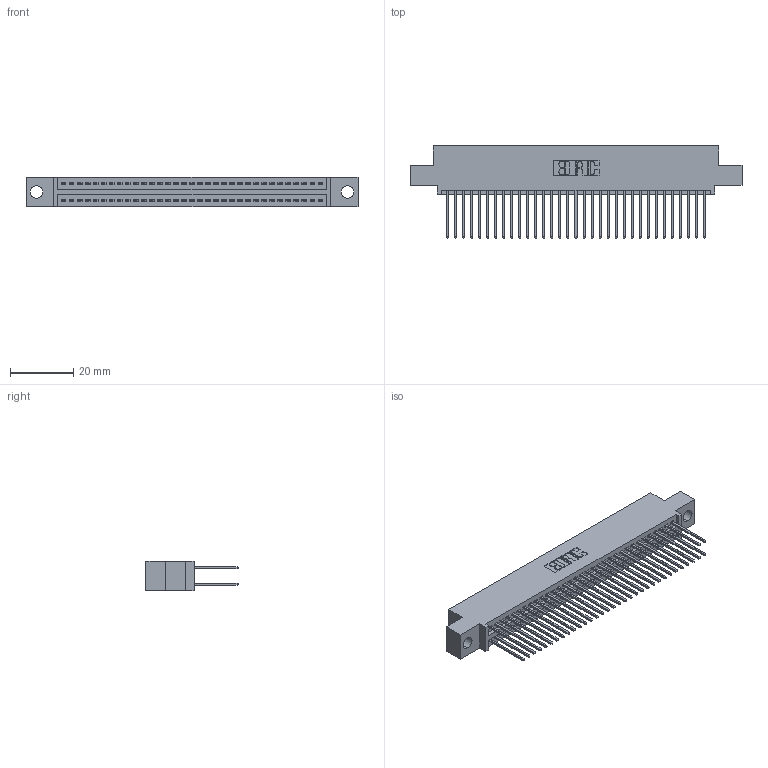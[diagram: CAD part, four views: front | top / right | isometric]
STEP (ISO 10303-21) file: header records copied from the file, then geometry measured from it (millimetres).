
FILE_DESCRIPTION (( 'STEP AP203' ), '1' );
FILE_NAME ('345-066-540-504.STEP', '2021-05-20T07:09:55', ( '' ), ( '' ), 'SwSTEP 2.0', 'SolidWorks 2020', '' );
FILE_SCHEMA (( 'CONFIG_CONTROL_DESIGN' ));
Length unit declared in the file: inch
Products named in the file (3): 345 Part_0.110 Offset - 0.156 Dia-TI; 345-292-001_345-293-140; 345-066-540-504
Assembly tree (67 placements, depth 2):
  345-066-540-504
    345 Part_0.110 Offset - 0.156 Dia-TI
    345-292-001_345-293-140  x66
Bounding box: 105.03 x 29.13 x 9.4 mm (x, y, z)
Volume: 10190 mm3; surface area: 15993.4 mm2
Topology: 67 solids, 67 shells, 3444 faces, 10223 edges, 6726 vertices
Faces by surface type: plane 2276, cylinder 1168
Entity records: 27673 total; most frequent: CARTESIAN_POINT 4654, ORIENTED_EDGE 4586, DIRECTION 4113, EDGE_CURVE 2293, VECTOR 2029, LINE 2029, VERTEX_POINT 1526, AXIS2_PLACEMENT_3D 1042
